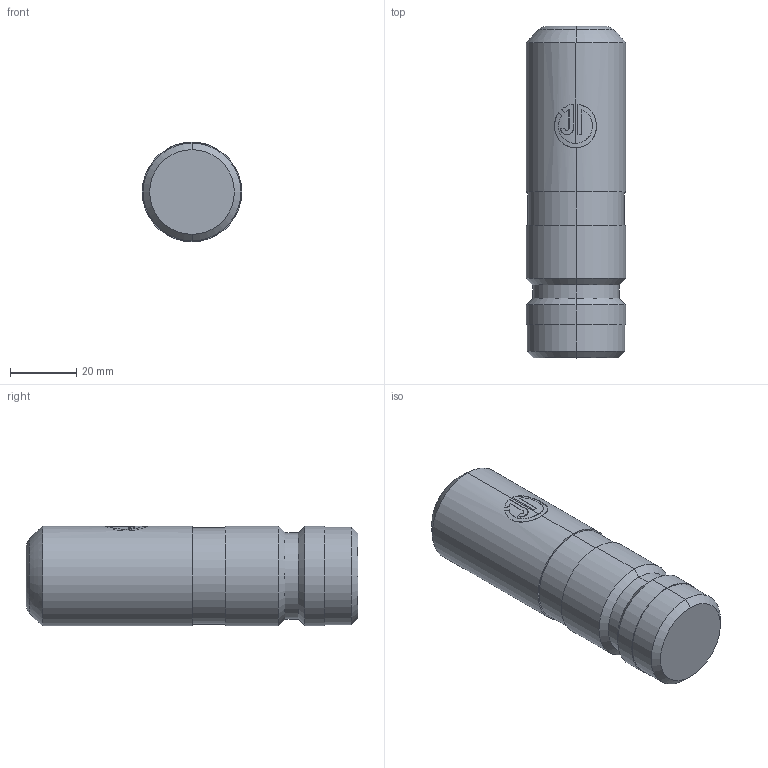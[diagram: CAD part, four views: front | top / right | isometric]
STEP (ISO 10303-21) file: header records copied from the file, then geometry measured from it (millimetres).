
FILE_DESCRIPTION (( 'STEP AP214' ), '1' );
FILE_NAME ('JPM-D30-L100.STEP', '2021-10-06T01:12:34', ( '' ), ( '' ), 'SwSTEP 2.0', 'SolidWorks 2016', '' );
FILE_SCHEMA (( 'AUTOMOTIVE_DESIGN' ));
Length unit declared in the file: millimetre
Products named in the file (2): JPM-D30-L100
Bounding box: 30 x 100 x 30 mm (x, y, z)
Volume: 67723.2 mm3; surface area: 10574.5 mm2
Topology: 1 solids, 1 shells, 49 faces, 111 edges, 67 vertices
Faces by surface type: cylinder 16, plane 11, cone 10, bspline 8, torus 4
Entity records: 2593 total; most frequent: CARTESIAN_POINT 1504, ORIENTED_EDGE 218, DIRECTION 209, EDGE_CURVE 109, AXIS2_PLACEMENT_3D 87, VERTEX_POINT 67, EDGE_LOOP 54, FACE_OUTER_BOUND 49
